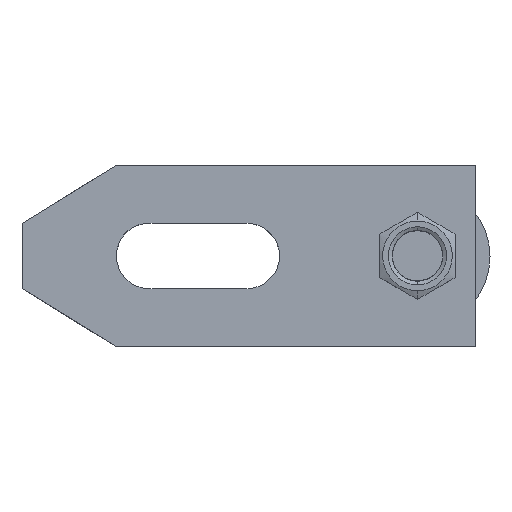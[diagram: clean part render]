
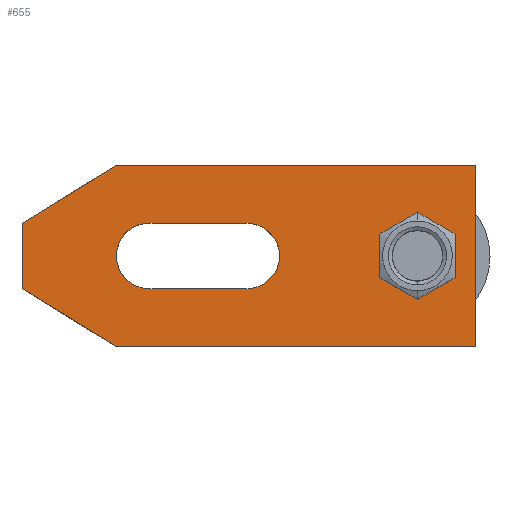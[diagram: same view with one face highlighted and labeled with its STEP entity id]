
A CAD part, top view. The second image highlights one B-rep face of the part: STEP entity #655.
In plain terms, the highlighted planar face has unit normal (0, 0, 1).
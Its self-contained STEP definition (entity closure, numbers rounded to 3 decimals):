
#415=VERTEX_POINT('',#1109);
#453=VERTEX_POINT('',#1150);
#503=VERTEX_POINT('',#1207);
#507=EDGE_CURVE('',#649,#503,#1212,.T.);
#579=EDGE_CURVE('',#783,#603,#1290,.T.);
#581=EDGE_CURVE('',#1043,#453,#1292,.T.);
#603=VERTEX_POINT('',#1316);
#617=EDGE_CURVE('',#733,#783,#1332,.T.);
#625=EDGE_CURVE('',#789,#691,#1341,.T.);
#643=EDGE_CURVE('',#453,#415,#1359,.T.);
#649=VERTEX_POINT('',#1366);
#655=ADVANCED_FACE('',(#1372,#1373,#1374),#1375,.T.);
#691=VERTEX_POINT('',#1416);
#733=VERTEX_POINT('',#1462);
#753=EDGE_CURVE('',#691,#789,#1486,.T.);
#783=VERTEX_POINT('',#1518);
#789=VERTEX_POINT('',#1525);
#827=VERTEX_POINT('',#1565);
#877=EDGE_CURVE('',#503,#925,#1621,.T.);
#903=EDGE_CURVE('',#603,#649,#1650,.T.);
#915=EDGE_CURVE('',#925,#733,#1663,.T.);
#925=VERTEX_POINT('',#1673);
#951=EDGE_CURVE('',#415,#827,#1700,.T.);
#1023=EDGE_CURVE('',#827,#1043,#1783,.T.);
#1043=VERTEX_POINT('',#1809);
#1109=CARTESIAN_POINT('',(35.0,-9.0,25.0));
#1150=CARTESIAN_POINT('',(62.0,-9.0,25.0));
#1207=CARTESIAN_POINT('',(26.0,25.0,25.0));
#1212=LINE('',#2052,#2053);
#1290=LINE('',#2191,#2192);
#1292=CIRCLE('',#2195,9.0);
#1316=CARTESIAN_POINT('',(0.0,-9.,25.0));
#1332=LINE('',#2248,#2249);
#1341=CIRCLE('',#2260,8.0);
#1359=LINE('',#2287,#2288);
#1366=CARTESIAN_POINT('',(0.0,9.,25.0));
#1372=FACE_BOUND('',#2305,.T.);
#1373=FACE_BOUND('',#2306,.T.);
#1374=FACE_OUTER_BOUND('',#2307,.T.);
#1375=PLANE('',#2308);
#1416=CARTESIAN_POINT('',(117.0,0.,25.0));
#1462=CARTESIAN_POINT('',(125.0,-25.0,25.0));
#1486=CIRCLE('',#2490,8.0);
#1518=CARTESIAN_POINT('',(26.0,-25.0,25.0));
#1525=CARTESIAN_POINT('',(101.0,0.,25.0));
#1565=CARTESIAN_POINT('',(35.0,9.0,25.0));
#1621=LINE('',#2707,#2708);
#1650=LINE('',#2745,#2746);
#1663=LINE('',#2766,#2767);
#1673=CARTESIAN_POINT('',(125.0,25.0,25.0));
#1700=CIRCLE('',#2814,9.0);
#1783=LINE('',#2920,#2921);
#1809=CARTESIAN_POINT('',(62.0,9.0,25.0));
#2052=CARTESIAN_POINT('',(26.0,25.0,25.0));
#2053=VECTOR('',#3113,1.0);
#2191=CARTESIAN_POINT('',(0.0,-9.,25.0));
#2192=VECTOR('',#3173,1.0);
#2195=AXIS2_PLACEMENT_3D('',#3174,#3175,#3176);
#2248=CARTESIAN_POINT('',(26.0,-25.0,25.0));
#2249=VECTOR('',#3219,1.0);
#2260=AXIS2_PLACEMENT_3D('',#3231,#3232,#3233);
#2287=CARTESIAN_POINT('',(64.622,-9.0,25.0));
#2288=VECTOR('',#3243,1.0);
#2305=EDGE_LOOP('',(#3255,#3256));
#2306=EDGE_LOOP('',(#3257,#3258,#3259,#3260));
#2307=EDGE_LOOP('',(#3261,#3262,#3263,#3264,#3265,#3266));
#2308=AXIS2_PLACEMENT_3D('',#3267,#3268,#3269);
#2490=AXIS2_PLACEMENT_3D('',#3412,#3413,#3414);
#2707=CARTESIAN_POINT('',(125.0,25.0,25.0));
#2708=VECTOR('',#3549,1.0);
#2745=CARTESIAN_POINT('',(0.0,9.,25.0));
#2746=VECTOR('',#3579,1.0);
#2766=CARTESIAN_POINT('',(125.0,-25.0,25.0));
#2767=VECTOR('',#3591,1.0);
#2814=AXIS2_PLACEMENT_3D('',#3611,#3612,#3613);
#2920=CARTESIAN_POINT('',(51.122,9.0,25.0));
#2921=VECTOR('',#3714,1.0);
#3113=DIRECTION('',(0.852,0.524,0.0));
#3173=DIRECTION('',(-0.852,0.524,0.0));
#3174=CARTESIAN_POINT('',(62.0,0.0,25.0));
#3175=DIRECTION('',(0.0,0.0,-1.0));
#3176=DIRECTION('',(0.0,1.0,0.0));
#3219=DIRECTION('',(-1.0,0.0,0.0));
#3231=CARTESIAN_POINT('',(109.0,0.0,25.0));
#3232=DIRECTION('',(0.0,0.0,-1.0));
#3233=DIRECTION('',(-1.0,0.,0.0));
#3243=DIRECTION('',(-1.0,0.0,0.0));
#3255=ORIENTED_EDGE('',*,*,#625,.T.);
#3256=ORIENTED_EDGE('',*,*,#753,.T.);
#3257=ORIENTED_EDGE('',*,*,#951,.T.);
#3258=ORIENTED_EDGE('',*,*,#1023,.T.);
#3259=ORIENTED_EDGE('',*,*,#581,.T.);
#3260=ORIENTED_EDGE('',*,*,#643,.T.);
#3261=ORIENTED_EDGE('',*,*,#617,.F.);
#3262=ORIENTED_EDGE('',*,*,#915,.F.);
#3263=ORIENTED_EDGE('',*,*,#877,.F.);
#3264=ORIENTED_EDGE('',*,*,#507,.F.);
#3265=ORIENTED_EDGE('',*,*,#903,.F.);
#3266=ORIENTED_EDGE('',*,*,#579,.F.);
#3267=CARTESIAN_POINT('',(67.244,0.,25.0));
#3268=DIRECTION('',(0.0,0.0,1.0));
#3269=DIRECTION('',(1.0,0.0,0.0));
#3412=CARTESIAN_POINT('',(109.0,0.0,25.0));
#3413=DIRECTION('',(0.0,0.0,-1.0));
#3414=DIRECTION('',(-1.0,0.,0.0));
#3549=DIRECTION('',(1.0,0.0,0.0));
#3579=DIRECTION('',(0.0,1.0,0.0));
#3591=DIRECTION('',(0.0,-1.0,0.0));
#3611=CARTESIAN_POINT('',(35.0,0.0,25.0));
#3612=DIRECTION('',(0.0,0.0,-1.0));
#3613=DIRECTION('',(0.0,-1.0,0.0));
#3714=DIRECTION('',(1.0,0.0,0.0));
